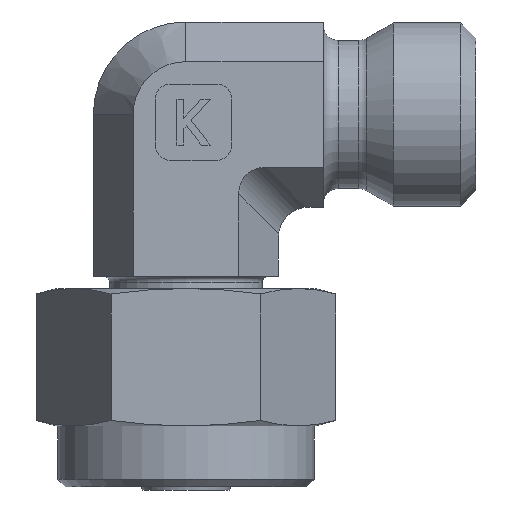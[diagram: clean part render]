
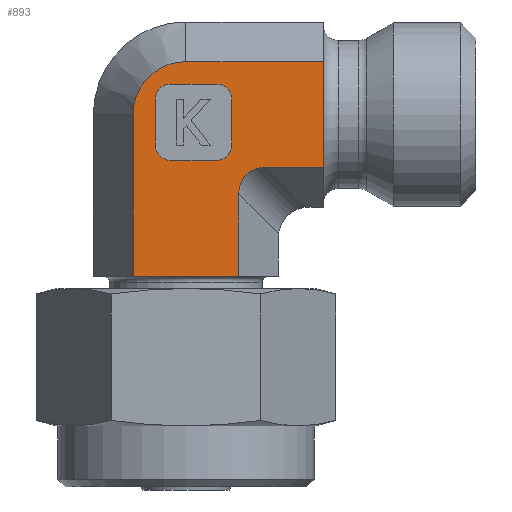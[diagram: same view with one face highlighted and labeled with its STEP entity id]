
A CAD part, left-side view. The second image highlights one B-rep face of the part: STEP entity #893.
In plain terms, the highlighted planar face has unit normal (-1, 0, 0).
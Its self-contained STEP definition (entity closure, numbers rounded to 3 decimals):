
#178=CARTESIAN_POINT('',(-25.685,6.08,0.4));
#179=VERTEX_POINT('',#178);
#186=CARTESIAN_POINT('',(-25.685,13.008,0.4));
#187=VERTEX_POINT('',#186);
#188=CARTESIAN_POINT('',(-25.685,13.008,0.4));
#189=DIRECTION('',(0.0,-1.0,0.0));
#190=VECTOR('',#189,6.928);
#191=LINE('',#188,#190);
#192=EDGE_CURVE('',#187,#179,#191,.T.);
#741=CARTESIAN_POINT('',(-25.685,13.008,11.0));
#742=VERTEX_POINT('',#741);
#743=CARTESIAN_POINT('',(-25.685,13.008,0.4));
#744=DIRECTION('',(0.0,0.0,1.0));
#745=VECTOR('',#744,10.6);
#746=LINE('',#743,#745);
#747=EDGE_CURVE('',#187,#742,#746,.T.);
#766=CARTESIAN_POINT('',(-25.685,6.08,0.0));
#767=DIRECTION('',(-1.0,0.0,0.0));
#768=DIRECTION('',(0.0,0.0,1.0));
#769=AXIS2_PLACEMENT_3D('',#766,#767,#768);
#770=PLANE('',#769);
#771=ORIENTED_EDGE('',*,*,#192,.T.);
#772=CARTESIAN_POINT('',(-25.685,6.08,5.804));
#773=VERTEX_POINT('',#772);
#774=CARTESIAN_POINT('',(-25.685,6.08,0.4));
#775=DIRECTION('',(0.0,0.0,1.0));
#776=VECTOR('',#775,5.404);
#777=LINE('',#774,#776);
#778=EDGE_CURVE('',#179,#773,#777,.T.);
#779=ORIENTED_EDGE('',*,*,#778,.T.);
#780=CARTESIAN_POINT('',(-25.685,4.348,7.536));
#781=VERTEX_POINT('',#780);
#782=CARTESIAN_POINT('',(-25.685,3.77,5.226));
#783=DIRECTION('',(-1.0,0.0,0.0));
#784=DIRECTION('',(0.0,0.707,0.707));
#785=AXIS2_PLACEMENT_3D('',#782,#783,#784);
#786=ELLIPSE('',#785,2.582,2.0);
#787=EDGE_CURVE('',#781,#773,#786,.T.);
#788=ORIENTED_EDGE('',*,*,#787,.F.);
#789=CARTESIAN_POINT('',(-25.685,0.544,7.536));
#790=VERTEX_POINT('',#789);
#791=CARTESIAN_POINT('',(-25.685,4.348,7.536));
#792=DIRECTION('',(0.0,-1.0,0.0));
#793=VECTOR('',#792,3.804);
#794=LINE('',#791,#793);
#795=EDGE_CURVE('',#781,#790,#794,.T.);
#796=ORIENTED_EDGE('',*,*,#795,.T.);
#797=CARTESIAN_POINT('',(-25.685,0.544,14.464));
#798=VERTEX_POINT('',#797);
#799=CARTESIAN_POINT('',(-25.685,0.544,7.536));
#800=DIRECTION('',(0.0,0.0,1.0));
#801=VECTOR('',#800,6.928);
#802=LINE('',#799,#801);
#803=EDGE_CURVE('',#790,#798,#802,.T.);
#804=ORIENTED_EDGE('',*,*,#803,.T.);
#805=CARTESIAN_POINT('',(-25.685,9.544,14.464));
#806=VERTEX_POINT('',#805);
#807=CARTESIAN_POINT('',(-25.685,9.544,14.464));
#808=DIRECTION('',(0.0,-1.0,0.0));
#809=VECTOR('',#808,9.);
#810=LINE('',#807,#809);
#811=EDGE_CURVE('',#806,#798,#810,.T.);
#812=ORIENTED_EDGE('',*,*,#811,.F.);
#813=CARTESIAN_POINT('',(-25.685,9.544,11.0));
#814=DIRECTION('',(-1.0,0.0,0.0));
#815=DIRECTION('',(0.0,0.0,1.0));
#816=AXIS2_PLACEMENT_3D('',#813,#814,#815);
#817=CIRCLE('',#816,3.464);
#818=EDGE_CURVE('',#806,#742,#817,.T.);
#819=ORIENTED_EDGE('',*,*,#818,.T.);
#820=ORIENTED_EDGE('',*,*,#747,.F.);
#821=EDGE_LOOP('',(#771,#779,#788,#796,#804,#812,#819,#820));
#822=FACE_OUTER_BOUND('',#821,.T.);
#823=CARTESIAN_POINT('',(-25.685,7.544,8.));
#824=VERTEX_POINT('',#823);
#825=CARTESIAN_POINT('',(-25.685,10.544,8.));
#826=VERTEX_POINT('',#825);
#827=CARTESIAN_POINT('',(-25.685,7.544,8.));
#828=DIRECTION('',(0.0,1.0,0.0));
#829=VECTOR('',#828,3.);
#830=LINE('',#827,#829);
#831=EDGE_CURVE('',#824,#826,#830,.T.);
#832=ORIENTED_EDGE('',*,*,#831,.T.);
#833=CARTESIAN_POINT('',(-25.685,11.544,9.));
#834=VERTEX_POINT('',#833);
#835=CARTESIAN_POINT('',(-25.685,10.544,9.));
#836=DIRECTION('',(-1.0,0.0,0.0));
#837=DIRECTION('',(0.0,0.707,-0.707));
#838=AXIS2_PLACEMENT_3D('',#835,#836,#837);
#839=CIRCLE('',#838,1.0);
#840=EDGE_CURVE('',#834,#826,#839,.T.);
#841=ORIENTED_EDGE('',*,*,#840,.F.);
#842=CARTESIAN_POINT('',(-25.685,11.544,12.));
#843=VERTEX_POINT('',#842);
#844=CARTESIAN_POINT('',(-25.685,11.544,9.));
#845=DIRECTION('',(0.0,0.0,1.0));
#846=VECTOR('',#845,3.0);
#847=LINE('',#844,#846);
#848=EDGE_CURVE('',#834,#843,#847,.T.);
#849=ORIENTED_EDGE('',*,*,#848,.T.);
#850=CARTESIAN_POINT('',(-25.685,10.544,13.));
#851=VERTEX_POINT('',#850);
#852=CARTESIAN_POINT('',(-25.685,10.544,12.));
#853=DIRECTION('',(-1.0,0.0,0.0));
#854=DIRECTION('',(0.0,0.707,0.707));
#855=AXIS2_PLACEMENT_3D('',#852,#853,#854);
#856=CIRCLE('',#855,1.0);
#857=EDGE_CURVE('',#851,#843,#856,.T.);
#858=ORIENTED_EDGE('',*,*,#857,.F.);
#859=CARTESIAN_POINT('',(-25.685,7.544,13.));
#860=VERTEX_POINT('',#859);
#861=CARTESIAN_POINT('',(-25.685,10.544,13.));
#862=DIRECTION('',(0.0,-1.0,0.0));
#863=VECTOR('',#862,3.);
#864=LINE('',#861,#863);
#865=EDGE_CURVE('',#851,#860,#864,.T.);
#866=ORIENTED_EDGE('',*,*,#865,.T.);
#867=CARTESIAN_POINT('',(-25.685,6.544,12.));
#868=VERTEX_POINT('',#867);
#869=CARTESIAN_POINT('',(-25.685,7.544,12.));
#870=DIRECTION('',(-1.0,0.0,0.0));
#871=DIRECTION('',(0.0,-0.707,0.707));
#872=AXIS2_PLACEMENT_3D('',#869,#870,#871);
#873=CIRCLE('',#872,1.0);
#874=EDGE_CURVE('',#868,#860,#873,.T.);
#875=ORIENTED_EDGE('',*,*,#874,.F.);
#876=CARTESIAN_POINT('',(-25.685,6.544,9.));
#877=VERTEX_POINT('',#876);
#878=CARTESIAN_POINT('',(-25.685,6.544,12.));
#879=DIRECTION('',(0.0,0.0,-1.0));
#880=VECTOR('',#879,3.);
#881=LINE('',#878,#880);
#882=EDGE_CURVE('',#868,#877,#881,.T.);
#883=ORIENTED_EDGE('',*,*,#882,.T.);
#884=CARTESIAN_POINT('',(-25.685,7.544,9.));
#885=DIRECTION('',(-1.0,0.0,0.0));
#886=DIRECTION('',(0.0,-0.707,-0.707));
#887=AXIS2_PLACEMENT_3D('',#884,#885,#886);
#888=CIRCLE('',#887,1.0);
#889=EDGE_CURVE('',#824,#877,#888,.T.);
#890=ORIENTED_EDGE('',*,*,#889,.F.);
#891=EDGE_LOOP('',(#832,#841,#849,#858,#866,#875,#883,#890));
#892=FACE_BOUND('',#891,.T.);
#893=ADVANCED_FACE('',(#822,#892),#770,.T.);
